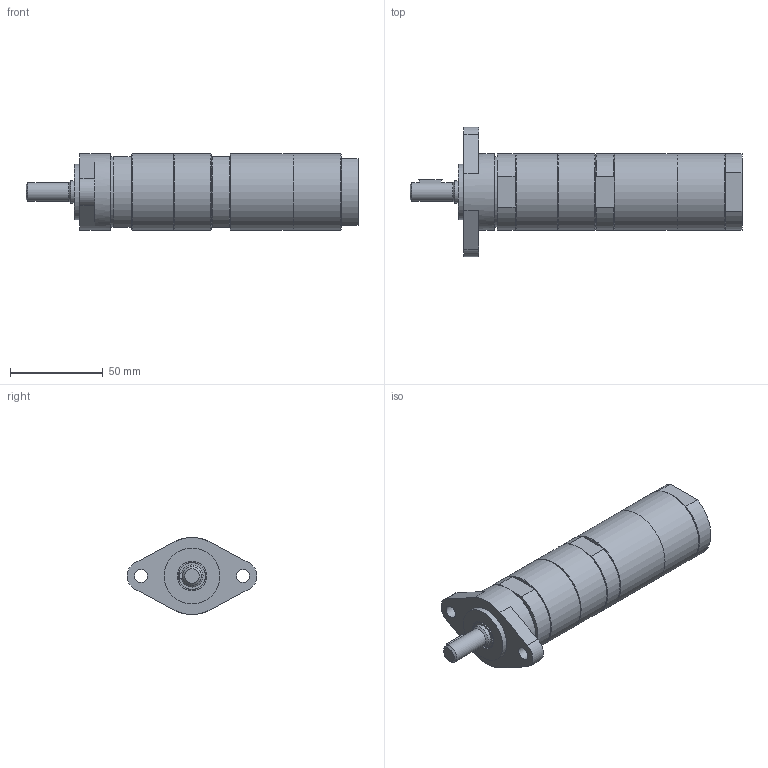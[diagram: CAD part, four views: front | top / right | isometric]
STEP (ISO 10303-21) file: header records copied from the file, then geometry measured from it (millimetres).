
FILE_DESCRIPTION(/* description */ ('MUD 23-435 A17'),/* implementation_level */ '2;1');
FILE_NAME(/* name */ 'MUD 23-435 A17_60023107.stp',/* time_stamp */ '2023-11-29T11:33:26+01:00',/* author */ ('DSteinicke'),/* organization */ (''),/* preprocessor_version */ 'ST-DEVELOPER v19.2',/* originating_system */ 'Autodesk Inventor 2024',/* authorisation */ '');
FILE_SCHEMA (('AUTOMOTIVE_DESIGN { 1 0 10303 214 3 1 1 }'));
Length unit declared in the file: millimetre
Products named in the file (1): 60023107
Bounding box: 179 x 69.94 x 41.5 mm (x, y, z)
Volume: 206094.8 mm3; surface area: 27132.1 mm2
Topology: 1 solids, 1 shells, 154 faces, 378 edges, 244 vertices
Faces by surface type: plane 99, cylinder 30, cone 18, bspline 7
Full cylindrical faces by diameter (mm): 7 x2, 10 x1, 11.445 x3, 12 x1, 16 x1, 30 x1, 37.99 x2, 41.5 x5
Entity records: 4816 total; most frequent: CARTESIAN_POINT 967, ORIENTED_EDGE 756, DIRECTION 734, EDGE_CURVE 378, LINE 246, VECTOR 246, VERTEX_POINT 244, AXIS2_PLACEMENT_3D 244
